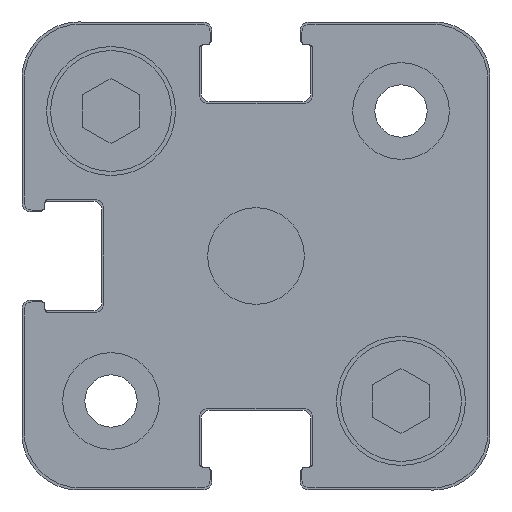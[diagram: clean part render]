
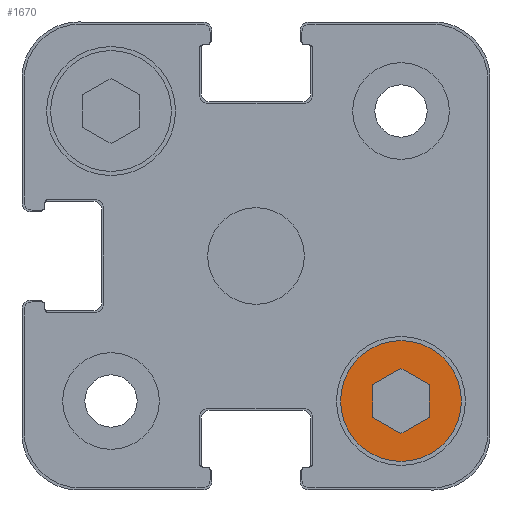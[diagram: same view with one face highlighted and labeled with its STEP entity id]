
A CAD part, front view. The second image highlights one B-rep face of the part: STEP entity #1670.
In plain terms, the highlighted planar face has unit normal (0, -1, 0).
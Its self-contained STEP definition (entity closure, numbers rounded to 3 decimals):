
#730=CARTESIAN_POINT('',(10.75,-34.,-7.99));
#731=VERTEX_POINT('',#730);
#738=CARTESIAN_POINT('',(9.,-34.,-6.979));
#739=VERTEX_POINT('',#738);
#740=CARTESIAN_POINT('',(9.0,-34.,-6.979));
#741=DIRECTION('',(0.866,0.0,-0.5));
#742=VECTOR('',#741,2.021);
#743=LINE('',#740,#742);
#744=EDGE_CURVE('',#739,#731,#743,.T.);
#768=CARTESIAN_POINT('',(10.75,-34.,-10.01));
#769=VERTEX_POINT('',#768);
#776=CARTESIAN_POINT('',(10.75,-34.,-7.99));
#777=DIRECTION('',(0.0,0.0,-1.0));
#778=VECTOR('',#777,2.021);
#779=LINE('',#776,#778);
#780=EDGE_CURVE('',#731,#769,#779,.T.);
#799=CARTESIAN_POINT('',(9.0,-34.,-11.021));
#800=VERTEX_POINT('',#799);
#807=CARTESIAN_POINT('',(10.75,-34.,-10.01));
#808=DIRECTION('',(-0.866,0.0,-0.5));
#809=VECTOR('',#808,2.021);
#810=LINE('',#807,#809);
#811=EDGE_CURVE('',#769,#800,#810,.T.);
#830=CARTESIAN_POINT('',(7.25,-34.,-10.01));
#831=VERTEX_POINT('',#830);
#838=CARTESIAN_POINT('',(9.0,-34.,-11.021));
#839=DIRECTION('',(-0.866,0.0,0.5));
#840=VECTOR('',#839,2.021);
#841=LINE('',#838,#840);
#842=EDGE_CURVE('',#800,#831,#841,.T.);
#861=CARTESIAN_POINT('',(7.25,-34.,-7.99));
#862=VERTEX_POINT('',#861);
#869=CARTESIAN_POINT('',(7.25,-34.,-10.01));
#870=DIRECTION('',(0.0,0.0,1.0));
#871=VECTOR('',#870,2.021);
#872=LINE('',#869,#871);
#873=EDGE_CURVE('',#831,#862,#872,.T.);
#891=CARTESIAN_POINT('',(7.25,-34.,-7.99));
#892=DIRECTION('',(0.866,0.0,0.5));
#893=VECTOR('',#892,2.021);
#894=LINE('',#891,#893);
#895=EDGE_CURVE('',#862,#739,#894,.T.);
#999=CARTESIAN_POINT('',(12.75,-34.,-9.));
#1000=VERTEX_POINT('',#999);
#1001=CARTESIAN_POINT('',(9.0,-34.,-9.0));
#1002=DIRECTION('',(0.0,-1.0,0.0));
#1003=DIRECTION('',(-1.0,0.0,0.0));
#1004=AXIS2_PLACEMENT_3D('',#1001,#1002,#1003);
#1005=CIRCLE('',#1004,3.75);
#1006=EDGE_CURVE('',#1000,#1000,#1005,.T.);
#1654=CARTESIAN_POINT('',(-0.728,-34.,0.));
#1655=DIRECTION('',(0.0,1.0,0.0));
#1656=DIRECTION('',(0.0,0.0,1.0));
#1657=AXIS2_PLACEMENT_3D('',#1654,#1655,#1656);
#1658=PLANE('',#1657);
#1659=ORIENTED_EDGE('',*,*,#1006,.T.);
#1660=EDGE_LOOP('',(#1659));
#1661=FACE_OUTER_BOUND('',#1660,.T.);
#1662=ORIENTED_EDGE('',*,*,#744,.T.);
#1663=ORIENTED_EDGE('',*,*,#780,.T.);
#1664=ORIENTED_EDGE('',*,*,#811,.T.);
#1665=ORIENTED_EDGE('',*,*,#842,.T.);
#1666=ORIENTED_EDGE('',*,*,#873,.T.);
#1667=ORIENTED_EDGE('',*,*,#895,.T.);
#1668=EDGE_LOOP('',(#1662,#1663,#1664,#1665,#1666,#1667));
#1669=FACE_BOUND('',#1668,.T.);
#1670=ADVANCED_FACE('',(#1661,#1669),#1658,.F.);
